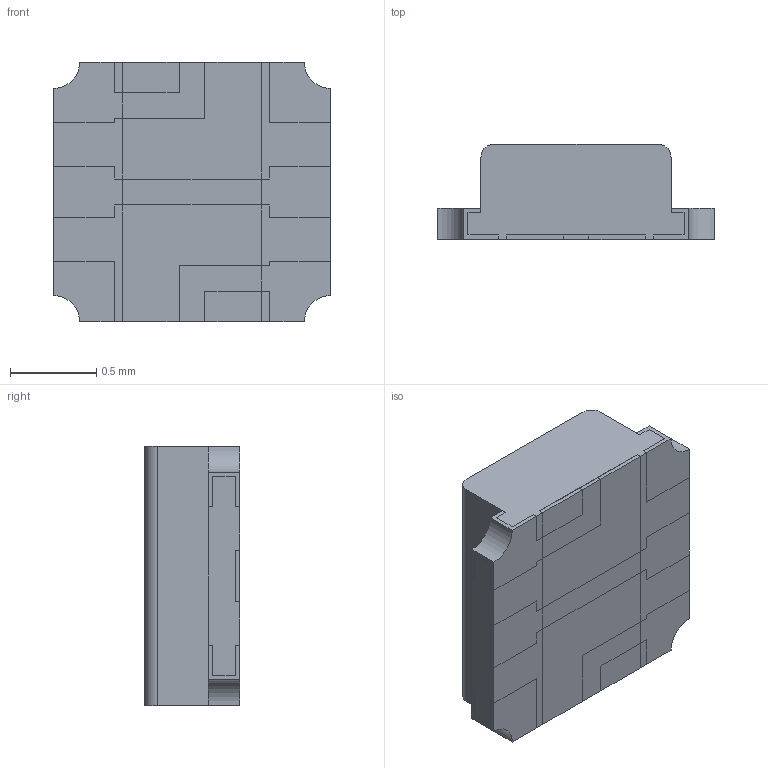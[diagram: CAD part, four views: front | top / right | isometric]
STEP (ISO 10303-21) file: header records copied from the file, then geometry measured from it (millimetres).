
FILE_DESCRIPTION (( 'STEP AP214' ), '1' );
FILE_NAME ('APDS-9008-020.STEP', '2022-04-26T17:05:43', ( '' ), ( '' ), 'SwSTEP 2.0', 'SolidWorks 2017', '' );
FILE_SCHEMA (( 'AUTOMOTIVE_DESIGN' ));
Length unit declared in the file: millimetre
Products named in the file (1): APDS-9008-020
Bounding box: 1.6 x 0.55 x 1.5 mm (x, y, z)
Volume: 1 mm3; surface area: 12.8 mm2
Topology: 15 solids, 15 shells, 200 faces, 510 edges, 340 vertices
Faces by surface type: plane 186, cylinder 14
Entity records: 6102 total; most frequent: CARTESIAN_POINT 1051, ORIENTED_EDGE 1020, DIRECTION 940, EDGE_CURVE 510, VECTOR 482, LINE 482, VERTEX_POINT 340, AXIS2_PLACEMENT_3D 229
